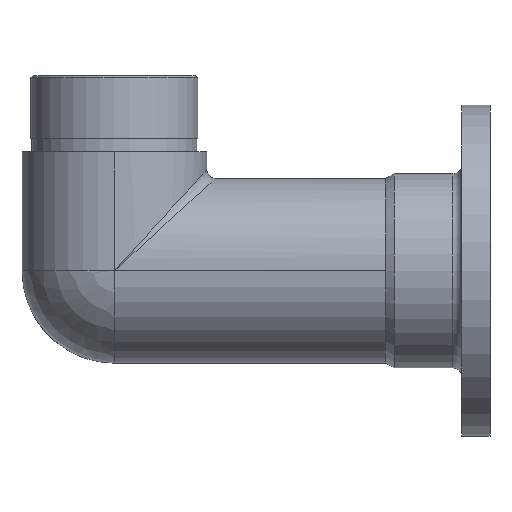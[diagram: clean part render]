
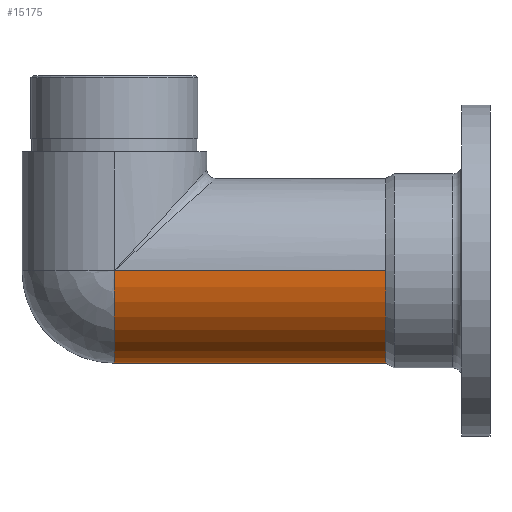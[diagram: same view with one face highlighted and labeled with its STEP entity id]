
A CAD part, left-side view. The second image highlights one B-rep face of the part: STEP entity #15175.
In plain terms, the highlighted cylindrical face has radius 21.2 mm (diameter 42.4 mm), a partial arc.
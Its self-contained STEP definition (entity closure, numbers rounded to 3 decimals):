
#134 = ORIENTED_EDGE ( 'NONE', *, *, #6489, .T. ) ;
#2002 = CARTESIAN_POINT ( 'NONE',  ( 0., 86.2, -21.2 ) ) ;
#2558 = VECTOR ( 'NONE', #5821, 1000. ) ;
#2657 = CARTESIAN_POINT ( 'NONE',  ( -21.2, 23.905, 0. ) ) ;
#2819 = VERTEX_POINT ( 'NONE', #2002 ) ;
#3329 = AXIS2_PLACEMENT_3D ( 'NONE', #7250, #14322, #10681 ) ;
#3654 = CARTESIAN_POINT ( 'NONE',  ( -21.2, 146.163, 0. ) ) ;
#3669 = AXIS2_PLACEMENT_3D ( 'NONE', #9739, #7542, #9691 ) ;
#3684 = AXIS2_PLACEMENT_3D ( 'NONE', #10698, #13119, #3835 ) ;
#3767 = LINE ( 'NONE', #4941, #12573 ) ;
#3835 = DIRECTION ( 'NONE',  ( 1., 0., 0. ) ) ;
#4269 = ORIENTED_EDGE ( 'NONE', *, *, #10407, .F. ) ;
#4277 = EDGE_CURVE ( 'NONE', #2819, #5848, #3767, .T. ) ;
#4347 = CARTESIAN_POINT ( 'NONE',  ( 0., 23.905, -21.2 ) ) ;
#4507 = EDGE_LOOP ( 'NONE', ( #11969, #4269, #134, #12082 ) ) ;
#4941 = CARTESIAN_POINT ( 'NONE',  ( 0., 146.163, -21.2 ) ) ;
#5619 = EDGE_CURVE ( 'NONE', #6678, #5848, #12841, .T. ) ;
#5821 = DIRECTION ( 'NONE',  ( 0., -1., 0. ) ) ;
#5848 = VERTEX_POINT ( 'NONE', #4347 ) ;
#5923 = CIRCLE ( 'NONE', #3329, 21.2 ) ;
#6489 = EDGE_CURVE ( 'NONE', #9896, #2819, #5923, .T. ) ;
#6678 = VERTEX_POINT ( 'NONE', #2657 ) ;
#7250 = CARTESIAN_POINT ( 'NONE',  ( 0., 86.2, 0. ) ) ;
#7542 = DIRECTION ( 'NONE',  ( 0., -1., 0. ) ) ;
#8392 = CYLINDRICAL_SURFACE ( 'NONE', #3669, 21.2 ) ;
#9691 = DIRECTION ( 'NONE',  ( 0., 0., -1. ) ) ;
#9739 = CARTESIAN_POINT ( 'NONE',  ( 0., 146.163, 0. ) ) ;
#9896 = VERTEX_POINT ( 'NONE', #13490 ) ;
#10407 = EDGE_CURVE ( 'NONE', #9896, #6678, #10652, .T. ) ;
#10581 = FACE_OUTER_BOUND ( 'NONE', #4507, .T. ) ;
#10652 = LINE ( 'NONE', #3654, #2558 ) ;
#10681 = DIRECTION ( 'NONE',  ( 0., 0., -1. ) ) ;
#10698 = CARTESIAN_POINT ( 'NONE',  ( 0., 23.905, 0. ) ) ;
#11969 = ORIENTED_EDGE ( 'NONE', *, *, #5619, .F. ) ;
#12082 = ORIENTED_EDGE ( 'NONE', *, *, #4277, .T. ) ;
#12573 = VECTOR ( 'NONE', #14745, 1000. ) ;
#12841 = CIRCLE ( 'NONE', #3684, 21.2 ) ;
#13119 = DIRECTION ( 'NONE',  ( 0., -1., 0. ) ) ;
#13490 = CARTESIAN_POINT ( 'NONE',  ( -21.2, 86.2, 0. ) ) ;
#14322 = DIRECTION ( 'NONE',  ( 0., -1., 0. ) ) ;
#14745 = DIRECTION ( 'NONE',  ( 0., -1., 0. ) ) ;
#15175 = ADVANCED_FACE ( 'NONE', ( #10581 ), #8392, .T. ) ;
